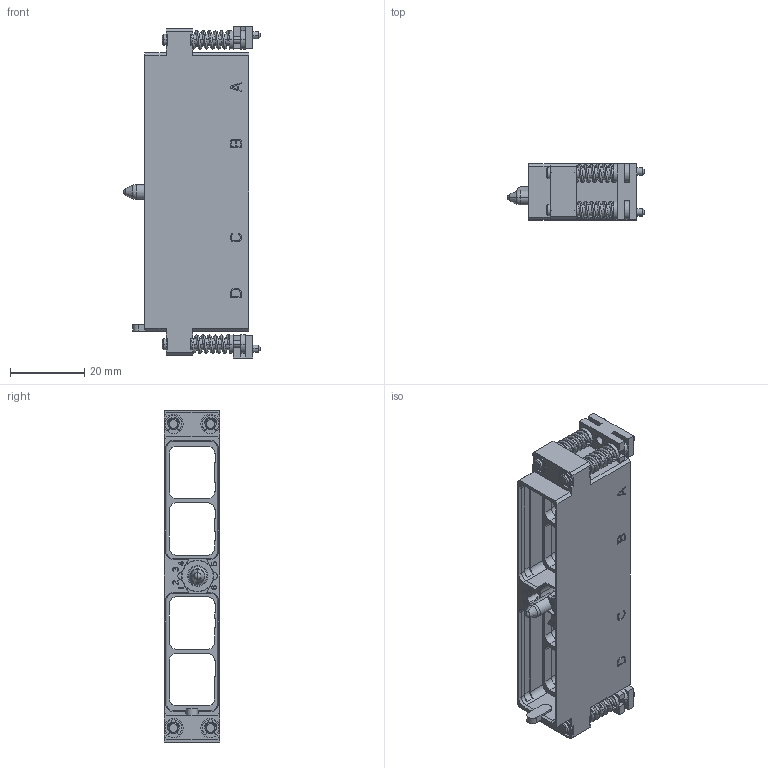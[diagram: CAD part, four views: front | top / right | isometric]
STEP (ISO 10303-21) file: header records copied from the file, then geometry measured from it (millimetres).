
FILE_DESCRIPTION((''),'2;1');
FILE_NAME('SIM2N88V','2019-09-09T',('presta_be4'),(''),'PRO/ENGINEER BY PARAMETRIC TECHNOLOGY CORPORATION, 2014310','PRO/ENGINEER BY PARAMETRIC TECHNOLOGY CORPORATION, 2014310','');
FILE_SCHEMA(('CONFIG_CONTROL_DESIGN'));
Length unit declared in the file: millimetre
Products named in the file (1): SIM2N88V
Bounding box: 36.87 x 15.06 x 89.5 mm (x, y, z)
Volume: 10151.1 mm3; surface area: 16038.9 mm2
Topology: 1 solids, 1 shells, 1062 faces, 2926 edges, 1865 vertices
Faces by surface type: plane 726, cylinder 262, cone 54, bspline 16, sphere 4
Entity records: 44336 total; most frequent: CARTESIAN_POINT 17097, ORIENTED_EDGE 5832, DIRECTION 5470, EDGE_CURVE 2916, VECTOR 2154, LINE 2154, VERTEX_POINT 1861, AXIS2_PLACEMENT_3D 1658
